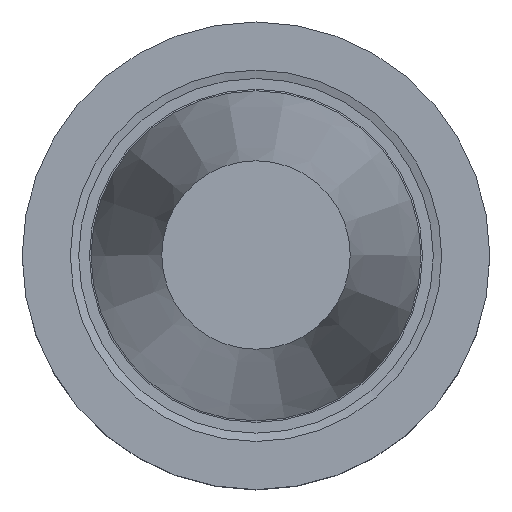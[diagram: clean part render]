
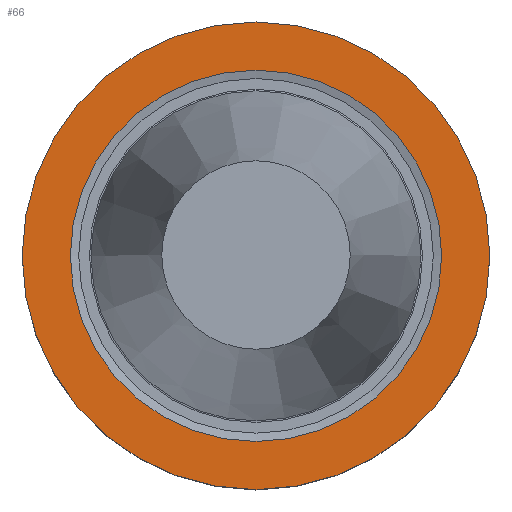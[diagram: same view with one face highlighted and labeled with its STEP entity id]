
A CAD part, top view. The second image highlights one B-rep face of the part: STEP entity #66.
In plain terms, the highlighted planar face has unit normal (0, 0, 1).
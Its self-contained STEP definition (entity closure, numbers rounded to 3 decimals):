
#47=PLANE('',#348);
#66=ADVANCED_FACE('',(#110,#111),#47,.T.);
#110=FACE_BOUND('',#162,.T.);
#111=FACE_BOUND('',#163,.T.);
#162=EDGE_LOOP('',(#214));
#163=EDGE_LOOP('',(#215));
#214=ORIENTED_EDGE('',*,*,#282,.T.);
#215=ORIENTED_EDGE('',*,*,#281,.F.);
#255=VERTEX_POINT('',#519);
#256=VERTEX_POINT('',#522);
#281=EDGE_CURVE('',#255,#255,#307,.T.);
#282=EDGE_CURVE('',#256,#256,#308,.T.);
#307=CIRCLE('',#345,25.0);
#308=CIRCLE('',#347,31.489);
#345=AXIS2_PLACEMENT_3D('',#518,#422,#423);
#347=AXIS2_PLACEMENT_3D('',#521,#426,#427);
#348=AXIS2_PLACEMENT_3D('',#523,#428,#429);
#422=DIRECTION('',(0.0,0.0,1.0));
#423=DIRECTION('',(1.0,0.0,0.0));
#426=DIRECTION('',(0.0,0.0,1.0));
#427=DIRECTION('',(1.0,0.0,0.0));
#428=DIRECTION('',(0.0,0.0,1.0));
#429=DIRECTION('',(1.0,0.0,0.0));
#518=CARTESIAN_POINT('',(0.0,0.0,-1.));
#519=CARTESIAN_POINT('',(25.0,0.0,-1.));
#521=CARTESIAN_POINT('',(0.0,0.0,-1.0));
#522=CARTESIAN_POINT('',(31.489,0.0,-1.0));
#523=CARTESIAN_POINT('',(0.0,25.0,-1.));
